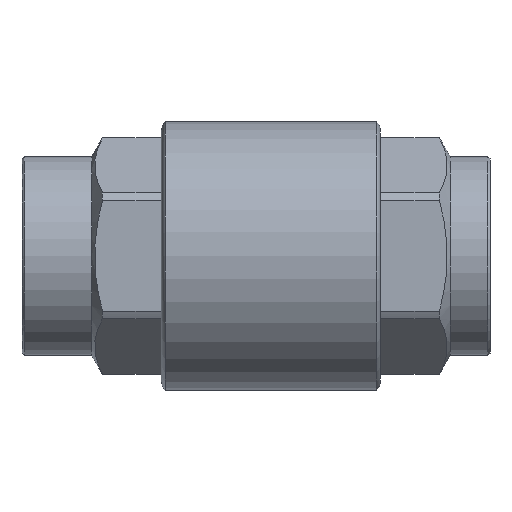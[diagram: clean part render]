
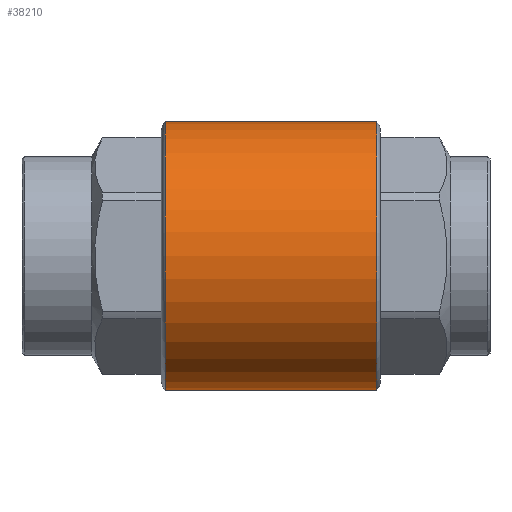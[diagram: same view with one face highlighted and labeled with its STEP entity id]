
A CAD part, top view. The second image highlights one B-rep face of the part: STEP entity #38210.
In plain terms, the highlighted cylindrical face has radius 13.5 mm (diameter 27 mm), a partial arc.
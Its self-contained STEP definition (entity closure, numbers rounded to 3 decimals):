
#17080=CARTESIAN_POINT('',(2.882,13.5,0.));
#17090=VERTEX_POINT('',#17080);
#17120=CARTESIAN_POINT('',(2.882,0.,0.));
#17130=DIRECTION('',(-1.,0.,0.));
#17140=DIRECTION('',(0.,1.,0.));
#17150=AXIS2_PLACEMENT_3D('',#17120,#17130,#17140);
#17160=CIRCLE('',#17150,13.5);
#17170=CARTESIAN_POINT('',(2.882,-13.5,0.));
#17180=VERTEX_POINT('',#17170);
#17190=EDGE_CURVE('',#17180,#17090,#17160,.T.);
#26880=CARTESIAN_POINT('',(24.118,13.5,0.));
#26890=VERTEX_POINT('',#26880);
#26980=CARTESIAN_POINT('',(24.118,-13.5,0.))
;
#26990=VERTEX_POINT('',#26980);
#27020=CARTESIAN_POINT('',(24.118,0.,0.));
#27030=DIRECTION('',(1.,0.,0.));
#27040=DIRECTION('',(0.,-1.,0.));
#27050=AXIS2_PLACEMENT_3D('',#27020,#27030,#27040);
#27060=CIRCLE('',#27050,13.5);
#27070=EDGE_CURVE('',#26890,#26990,#27060,.T.);
#38000=CARTESIAN_POINT('',(14.788,0.,0.));
#38010=DIRECTION('',(1.,0.,0.));
#38020=DIRECTION('',(0.,-1.,0.));
#38030=AXIS2_PLACEMENT_3D('',#38000,#38010,#38020);
#38040=CYLINDRICAL_SURFACE('',#38030,13.5);
#38050=CARTESIAN_POINT('',(14.788,13.5,0.))
;
#38060=DIRECTION('',(1.,0.,0.));
#38070=VECTOR('',#38060,1.);
#38080=LINE('',#38050,#38070);
#38090=EDGE_CURVE('',#17090,#26890,#38080,.T.);
#38100=ORIENTED_EDGE('',*,*,#38090,.F.);
#38110=ORIENTED_EDGE('',*,*,#27070,.F.);
#38120=CARTESIAN_POINT('',(14.788,-13.5,0.));
#38130=DIRECTION('',(1.,0.,0.));
#38140=VECTOR('',#38130,1.);
#38150=LINE('',#38120,#38140);
#38160=EDGE_CURVE('',#17180,#26990,#38150,.T.);
#38170=ORIENTED_EDGE('',*,*,#38160,.T.);
#38180=ORIENTED_EDGE('',*,*,#17190,.F.);
#38190=EDGE_LOOP('',(#38180,#38170,#38110,#38100));
#38200=FACE_OUTER_BOUND('',#38190,.T.);
#38210=ADVANCED_FACE('',(#38200),#38040,.T.);
